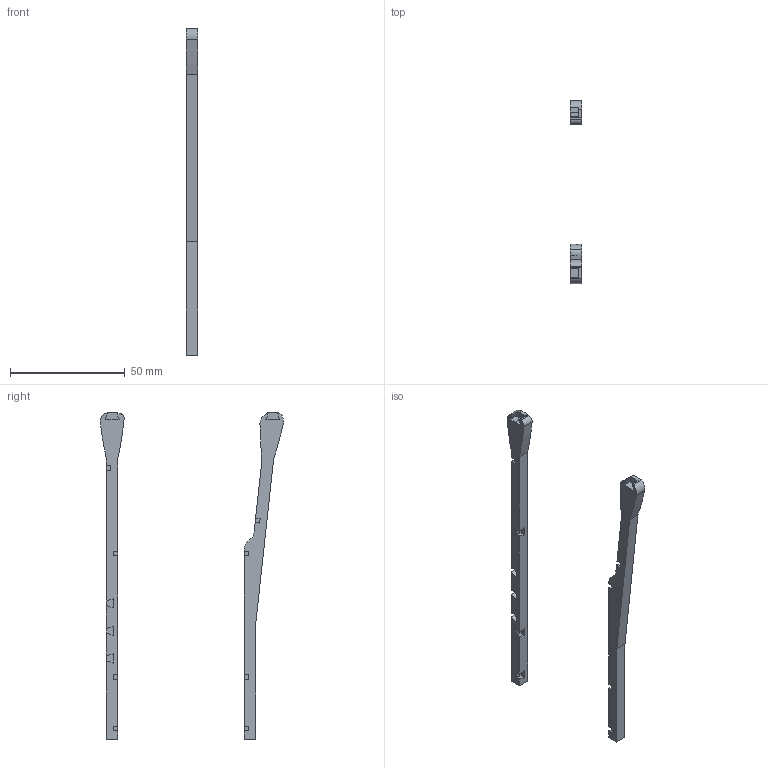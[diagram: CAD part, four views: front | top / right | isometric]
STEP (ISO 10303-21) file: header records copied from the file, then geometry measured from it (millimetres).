
FILE_DESCRIPTION(/* description */ (''),/* implementation_level */ '2;1');
FILE_NAME(/* name */ 'a8e5eecc-aca7-4141-a94c-b6dcb918994d.stp',/* time_stamp */ '2019-01-08T13:30:03+00:00',/* author */ (''),/* organization */ (''),/* preprocessor_version */ 'ST-DEVELOPER v17.2',/* originating_system */ 'Autodesk Translation Framework v7.6.0.251',/* authorisation */ '');
FILE_SCHEMA (('AUTOMOTIVE_DESIGN { 1 0 10303 214 3 1 1 }'));
Length unit declared in the file: millimetre
Products named in the file (1): body left side back
Bounding box: 5 x 79.78 x 142.23 mm (x, y, z)
Volume: 7810.1 mm3; surface area: 6471.6 mm2
Topology: 2 solids, 2 shells, 81 faces, 231 edges, 154 vertices
Faces by surface type: plane 70, cylinder 11
Entity records: 2642 total; most frequent: CARTESIAN_POINT 467, ORIENTED_EDGE 462, DIRECTION 420, EDGE_CURVE 231, LINE 206, VECTOR 206, VERTEX_POINT 154, AXIS2_PLACEMENT_3D 107
